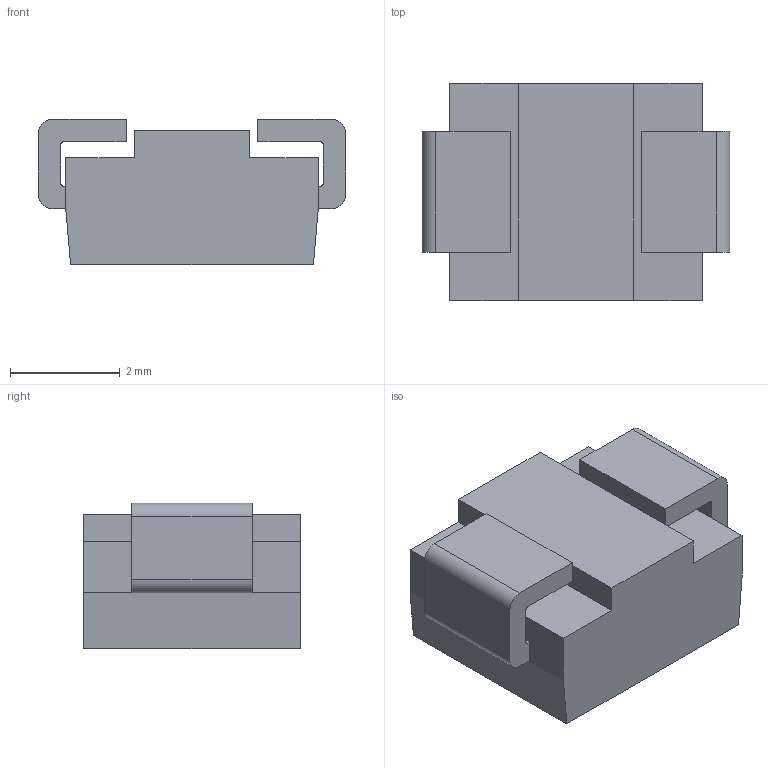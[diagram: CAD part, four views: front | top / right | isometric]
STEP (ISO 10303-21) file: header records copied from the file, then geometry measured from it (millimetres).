
FILE_DESCRIPTION (( 'STEP AP214' ), '1' );
FILE_NAME ('SM6T12CA.STEP', '2022-07-07T08:16:40', ( '' ), ( '' ), 'SwSTEP 2.0', 'SolidWorks 2018', '' );
FILE_SCHEMA (( 'AUTOMOTIVE_DESIGN' ));
Length unit declared in the file: millimetre
Products named in the file (1): SM6T12CA
Bounding box: 5.6 x 3.95 x 2.65 mm (x, y, z)
Volume: 44.4 mm3; surface area: 104 mm2
Topology: 1 solids, 1 shells, 38 faces, 104 edges, 68 vertices
Faces by surface type: plane 30, cylinder 8
Entity records: 1644 total; most frequent: CARTESIAN_POINT 211, ORIENTED_EDGE 208, DIRECTION 198, EDGE_CURVE 104, LINE 88, VECTOR 88, VERTEX_POINT 68, AXIS2_PLACEMENT_3D 55
